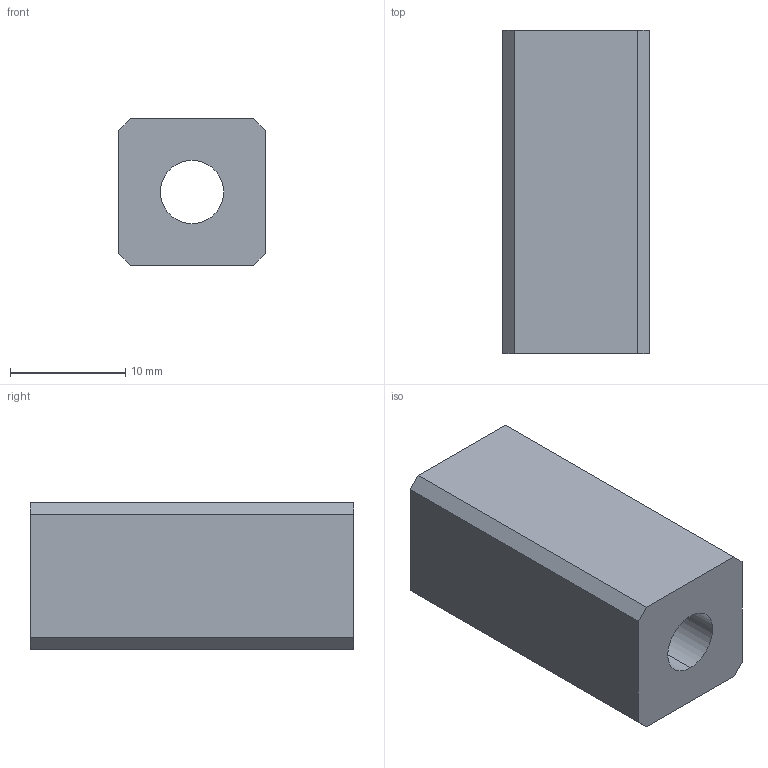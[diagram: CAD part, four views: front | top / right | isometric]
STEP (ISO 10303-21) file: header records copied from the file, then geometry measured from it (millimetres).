
FILE_DESCRIPTION (( 'STEP AP203' ), '1' );
FILE_NAME ('earbar_body.STEP', '2023-10-27T13:47:15', ( 'Neurobiology' ), ( '' ), 'SwSTEP 2.0', 'SolidWorks 2021', '' );
FILE_SCHEMA (( 'CONFIG_CONTROL_DESIGN' ));
Length unit declared in the file: millimetre
Products named in the file (1): earbar_body
Bounding box: 12.7 x 28 x 12.7 mm (x, y, z)
Volume: 3132.9 mm3; surface area: 2631.8 mm2
Topology: 1 solids, 1 shells, 83 faces, 198 edges, 132 vertices
Faces by surface type: plane 77, cylinder 6
Entity records: 2445 total; most frequent: CARTESIAN_POINT 414, ORIENTED_EDGE 396, DIRECTION 378, EDGE_CURVE 198, LINE 186, VECTOR 186, VERTEX_POINT 132, EDGE_LOOP 100
